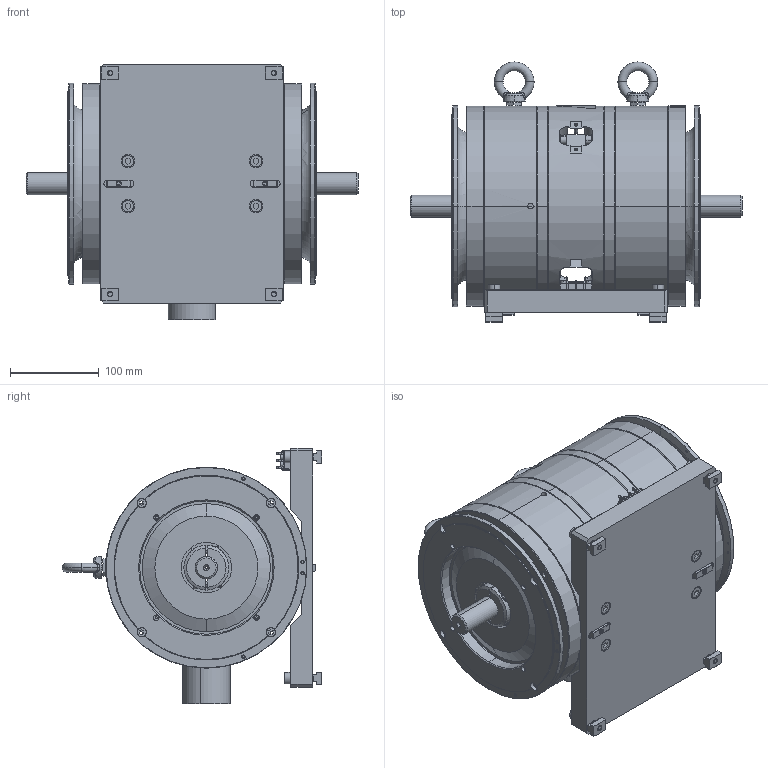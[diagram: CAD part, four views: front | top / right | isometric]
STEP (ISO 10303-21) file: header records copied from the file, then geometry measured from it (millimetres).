
FILE_DESCRIPTION (( 'STEP AP214' ), '1' );
FILE_NAME ('BHB-24_A_EF.STEP', '2014-12-15T16:00:04', ( 'magtrol' ), ( '' ), 'SwSTEP 2.0', 'SolidWorks 2014', '' );
FILE_SCHEMA (( 'AUTOMOTIVE_DESIGN' ));
Length unit declared in the file: inch
Products named in the file (1): BHB-24_A_EF
Bounding box: 375.16 x 293.63 x 288.92 mm (x, y, z)
Surface area: 706347.9 mm2 (no closed solid volume)
Topology: 0 solids, 98 shells, 858 faces, 3031 edges, 2218 vertices
Faces by surface type: plane 387, cylinder 253, cone 130, torus 46, bspline 42
Entity records: 49737 total; most frequent: CARTESIAN_POINT 12800, DIRECTION 5475, ORIENTED_EDGE 4578, EDGE_CURVE 3015, VERTEX_POINT 2218, AXIS2_PLACEMENT_3D 1961, LINE 1553, VECTOR 1553
